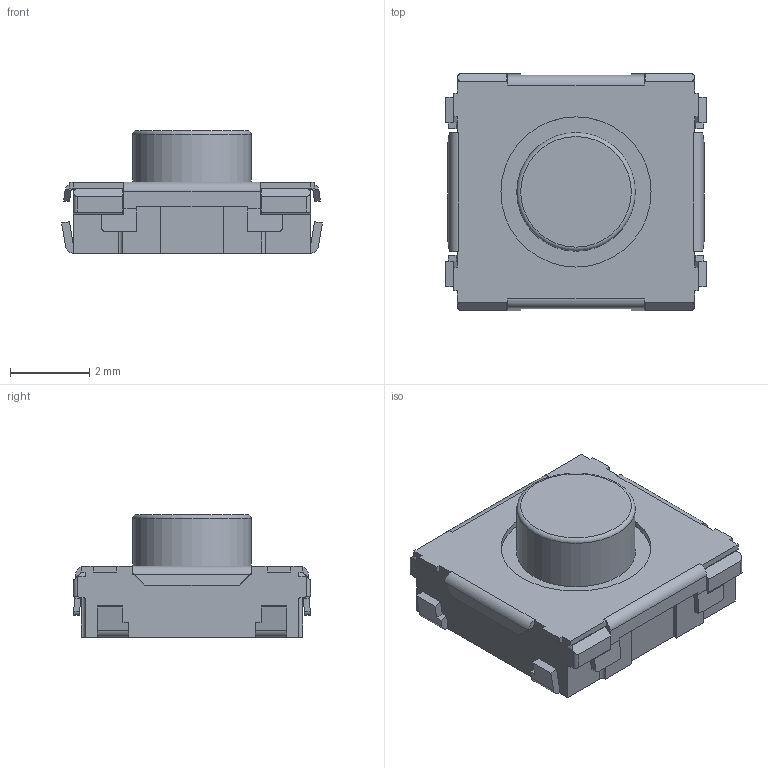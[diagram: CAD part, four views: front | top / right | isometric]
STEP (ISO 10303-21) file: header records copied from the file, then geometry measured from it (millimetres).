
FILE_DESCRIPTION( ( '' ), ' ' );
FILE_NAME( '5a46671e7c44d30ec3ea17cd.step', '2017-12-29T16:02:39', ( '' ), ( '' ), ' ', ' ', ' ' );
FILE_SCHEMA( ( 'AUTOMOTIVE_DESIGN { 1 0 10303 214 1 1 1 1 }' ) );
Length unit declared in the file: metre
Products named in the file (1): Open CASCADE STEP translator 6.8 1
Bounding box: 6.6 x 6 x 3.1 mm (x, y, z)
Volume: 69.2 mm3; surface area: 155.3 mm2
Topology: 1 solids, 1 shells, 223 faces, 599 edges, 389 vertices
Faces by surface type: plane 182, cylinder 39, torus 1, cone 1
Full cylindrical faces by diameter (mm): 0.9 x1, 3 x1, 3.8 x1
Entity records: 11614 total; most frequent: CARTESIAN_POINT 1255, ORIENTED_EDGE 1188, DIRECTION 1110, STYLED_ITEM 817, PRESENTATION_STYLE_ASSIGNMENT 817, COLOUR_RGB 817, EDGE_CURVE 594, CURVE_STYLE 594
